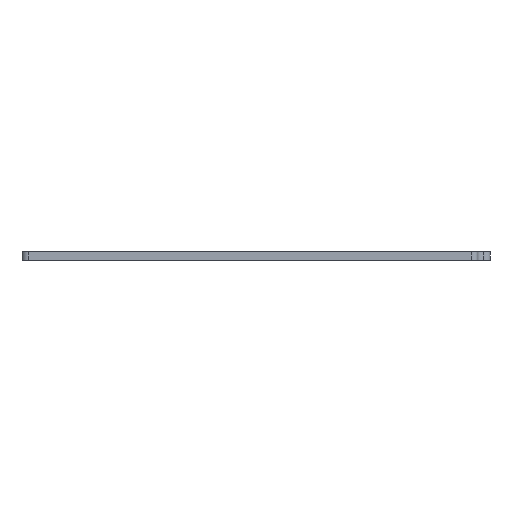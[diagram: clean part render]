
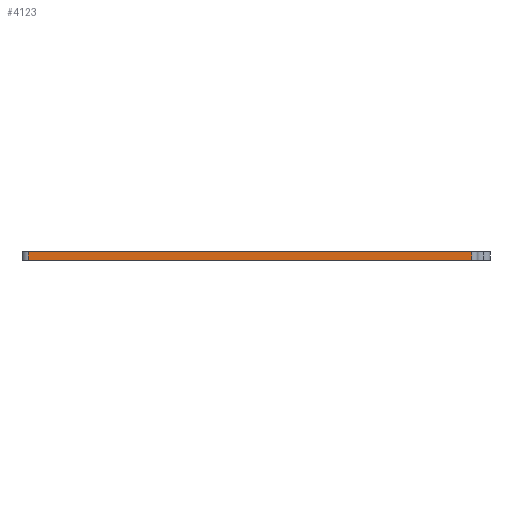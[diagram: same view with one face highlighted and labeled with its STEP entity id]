
A CAD part, front view. The second image highlights one B-rep face of the part: STEP entity #4123.
In plain terms, the highlighted planar face has unit normal (0, -1, 0).
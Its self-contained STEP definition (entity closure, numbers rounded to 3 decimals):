
#17 = ORIENTED_EDGE ( 'NONE', *, *, #1642, .T. ) ;
#76 = DIRECTION ( 'NONE',  ( 0., 1., 0. ) ) ;
#165 = VECTOR ( 'NONE', #3144, 1000. ) ;
#253 = CARTESIAN_POINT ( 'NONE',  ( -108.8, -17., 46.5 ) ) ;
#359 = VERTEX_POINT ( 'NONE', #2270 ) ;
#418 = VECTOR ( 'NONE', #513, 1000. ) ;
#469 = ORIENTED_EDGE ( 'NONE', *, *, #3054, .T. ) ;
#513 = DIRECTION ( 'NONE',  ( 0., 0., 1. ) ) ;
#667 = EDGE_LOOP ( 'NONE', ( #469, #17, #1369, #3917 ) ) ;
#709 = FACE_OUTER_BOUND ( 'NONE', #667, .T. ) ;
#726 = DIRECTION ( 'NONE',  ( 0., 0., 1. ) ) ;
#763 = CARTESIAN_POINT ( 'NONE',  ( -108.8, -17., 42.5 ) ) ;
#769 = CARTESIAN_POINT ( 'NONE',  ( -100.8, -17., 46.5 ) ) ;
#939 = CARTESIAN_POINT ( 'NONE',  ( 108.8, -17., 46.5 ) ) ;
#960 = VERTEX_POINT ( 'NONE', #253 ) ;
#1160 = LINE ( 'NONE', #763, #4194 ) ;
#1322 = VERTEX_POINT ( 'NONE', #1901 ) ;
#1369 = ORIENTED_EDGE ( 'NONE', *, *, #2537, .F. ) ;
#1442 = EDGE_CURVE ( 'NONE', #960, #359, #1160, .T. ) ;
#1531 = LINE ( 'NONE', #939, #418 ) ;
#1642 = EDGE_CURVE ( 'NONE', #1322, #2793, #1531, .T. ) ;
#1719 = AXIS2_PLACEMENT_3D ( 'NONE', #769, #76, #726 ) ;
#1824 = LINE ( 'NONE', #2841, #165 ) ;
#1850 = VECTOR ( 'NONE', #4086, 1000. ) ;
#1901 = CARTESIAN_POINT ( 'NONE',  ( 108.8, -17., 42.5 ) ) ;
#2270 = CARTESIAN_POINT ( 'NONE',  ( -108.8, -17., 42.5 ) ) ;
#2537 = EDGE_CURVE ( 'NONE', #960, #2793, #3750, .T. ) ;
#2780 = CARTESIAN_POINT ( 'NONE',  ( -100.8, -17., 46.5 ) ) ;
#2793 = VERTEX_POINT ( 'NONE', #4080 ) ;
#2841 = CARTESIAN_POINT ( 'NONE',  ( -100.8, -17., 42.5 ) ) ;
#3054 = EDGE_CURVE ( 'NONE', #359, #1322, #1824, .T. ) ;
#3144 = DIRECTION ( 'NONE',  ( 1., 0., 0. ) ) ;
#3459 = DIRECTION ( 'NONE',  ( 0., 0., -1. ) ) ;
#3464 = PLANE ( 'NONE',  #1719 ) ;
#3750 = LINE ( 'NONE', #2780, #1850 ) ;
#3917 = ORIENTED_EDGE ( 'NONE', *, *, #1442, .T. ) ;
#4080 = CARTESIAN_POINT ( 'NONE',  ( 108.8, -17., 46.5 ) ) ;
#4086 = DIRECTION ( 'NONE',  ( 1., 0., 0. ) ) ;
#4123 = ADVANCED_FACE ( 'NONE', ( #709 ), #3464, .F. ) ;
#4194 = VECTOR ( 'NONE', #3459, 1000. ) ;
